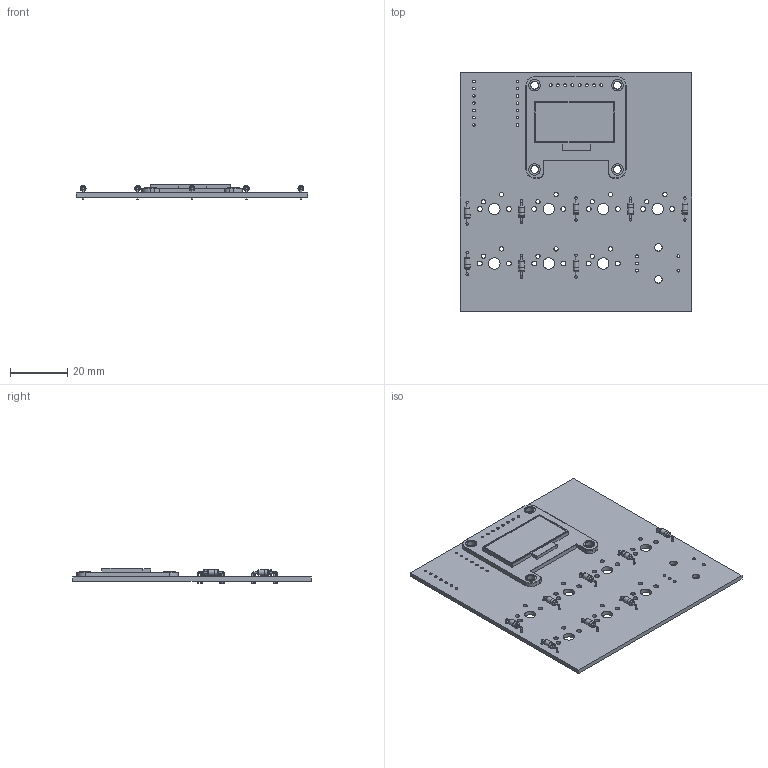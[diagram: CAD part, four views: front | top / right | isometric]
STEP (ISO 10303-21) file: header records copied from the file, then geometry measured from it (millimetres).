
FILE_DESCRIPTION(('KiCad electronic assembly'),'2;1');
FILE_NAME('HackClubPCB.step','2026-01-17T14:08:33',('Pcbnew'),('Kicad'), 'Open CASCADE STEP processor 7.9','KiCad to STEP converter','Unknown' );
FILE_SCHEMA(('AUTOMOTIVE_DESIGN { 1 0 10303 214 1 1 1 1 }'));
Length unit declared in the file: millimetre
Products named in the file (4): HackClubPCB 1; D_DO-35_SOD27_P7.62mm_Horizontal; Adafruit_SSD1306; HackClubPCB_PCB
Assembly tree (10 placements, depth 2):
  HackClubPCB 1
    D_DO-35_SOD27_P7.62mm_Horizontal  x8
    Adafruit_SSD1306
    HackClubPCB_PCB
Bounding box: 80.96 x 83.34 x 5.5 mm (x, y, z)
Volume: 12277.4 mm3; surface area: 17207.2 mm2
Topology: 18 solids, 18 shells, 316 faces, 694 edges, 430 vertices
Faces by surface type: cylinder 185, plane 87, torus 38, sphere 6
Full cylindrical faces by diameter (mm): 0.5 x24, 0.8 x16, 0.889 x14, 1 x21, 1.5 x14, 1.7 x14, 2 x16, 2.02 x8, 2.6 x2, 2.7 x4, 2.8 x8, 4 x11
Entity records: 7585 total; most frequent: DIRECTION 1250, CARTESIAN_POINT 1067, ORIENTED_EDGE 1040, EDGE_CURVE 520, AXIS2_PLACEMENT_3D 515, FACE_BOUND 404, EDGE_LOOP 404, VERTEX_POINT 332
